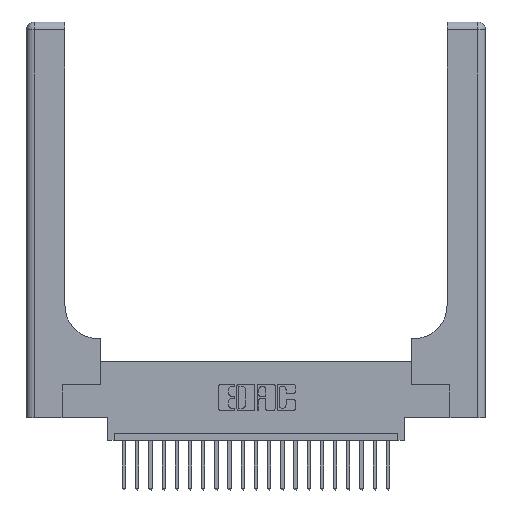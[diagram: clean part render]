
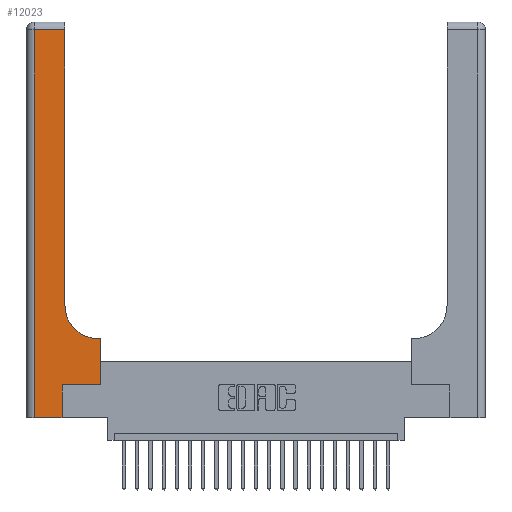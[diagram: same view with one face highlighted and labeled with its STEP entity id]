
A CAD part, top view. The second image highlights one B-rep face of the part: STEP entity #12023.
In plain terms, the highlighted planar face has unit normal (0, 0, 1).
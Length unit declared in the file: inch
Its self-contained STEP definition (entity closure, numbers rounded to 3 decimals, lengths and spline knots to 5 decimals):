
#328 = LINE ( 'NONE', #9359, #5505 ) ;
#503 = VECTOR ( 'NONE', #23172, 39.37008 ) ;
#902 = ORIENTED_EDGE ( 'NONE', *, *, #8669, .T. ) ;
#1162 = CARTESIAN_POINT ( 'NONE',  ( 0.5415, 0.6, 0.37 ) ) ;
#1682 = VERTEX_POINT ( 'NONE', #17912 ) ;
#2026 = CARTESIAN_POINT ( 'NONE',  ( 0., 2.94, 0.37 ) ) ;
#2153 = ORIENTED_EDGE ( 'NONE', *, *, #21807, .T. ) ;
#2267 = EDGE_LOOP ( 'NONE', ( #17155, #9380, #20131, #15108, #21885, #2153, #9525, #902, #11613 ) ) ;
#2485 = EDGE_CURVE ( 'NONE', #17100, #19707, #21864, .T. ) ;
#2767 = EDGE_CURVE ( 'NONE', #10996, #15703, #14600, .T. ) ;
#3009 = DIRECTION ( 'NONE',  ( 0., 1., 0. ) ) ;
#3225 = VERTEX_POINT ( 'NONE', #18352 ) ;
#3311 = DIRECTION ( 'NONE',  ( 1., 0., 0. ) ) ;
#3891 = VERTEX_POINT ( 'NONE', #14673 ) ;
#4194 = FACE_OUTER_BOUND ( 'NONE', #2267, .T. ) ;
#4415 = LINE ( 'NONE', #13231, #18599 ) ;
#4970 = AXIS2_PLACEMENT_3D ( 'NONE', #16026, #9058, #18143 ) ;
#5505 = VECTOR ( 'NONE', #16790, 39.37008 ) ;
#5532 = VECTOR ( 'NONE', #16721, 39.37008 ) ;
#5647 = DIRECTION ( 'NONE',  ( 1., 0., 0. ) ) ;
#5673 = LINE ( 'NONE', #20754, #16109 ) ;
#5899 = DIRECTION ( 'NONE',  ( -1., 0., 0. ) ) ;
#6147 = EDGE_CURVE ( 'NONE', #1682, #3891, #328, .T. ) ;
#6331 = DIRECTION ( 'NONE',  ( 0., 1., 0. ) ) ;
#6969 = DIRECTION ( 'NONE',  ( 0., 0., -1. ) ) ;
#8416 = CARTESIAN_POINT ( 'NONE',  ( 0.06, 3., 0.37 ) ) ;
#8507 = CARTESIAN_POINT ( 'NONE',  ( 0.06, 2.94, 0.37 ) ) ;
#8669 = EDGE_CURVE ( 'NONE', #15703, #17100, #5673, .T. ) ;
#9058 = DIRECTION ( 'NONE',  ( 0., 0., -1. ) ) ;
#9359 = CARTESIAN_POINT ( 'NONE',  ( 0.269, 0., 0.37 ) ) ;
#9380 = ORIENTED_EDGE ( 'NONE', *, *, #21598, .T. ) ;
#9525 = ORIENTED_EDGE ( 'NONE', *, *, #2767, .T. ) ;
#10774 = EDGE_CURVE ( 'NONE', #14951, #3225, #10906, .T. ) ;
#10906 = LINE ( 'NONE', #8416, #503 ) ;
#10996 = VERTEX_POINT ( 'NONE', #20380 ) ;
#11613 = ORIENTED_EDGE ( 'NONE', *, *, #2485, .T. ) ;
#11667 = LINE ( 'NONE', #2026, #5532 ) ;
#11877 = VECTOR ( 'NONE', #3009, 39.37008 ) ;
#12023 = ADVANCED_FACE ( 'NONE', ( #4194 ), #23394, .F. ) ;
#12519 = CARTESIAN_POINT ( 'NONE',  ( 0.2915, 3., 0.37 ) ) ;
#13231 = CARTESIAN_POINT ( 'NONE',  ( 0.269, 0.25, 0.37 ) ) ;
#13717 = DIRECTION ( 'NONE',  ( 1., 0., 0. ) ) ;
#14255 = CARTESIAN_POINT ( 'NONE',  ( 0.5585, 0.6, 0.37 ) ) ;
#14600 = LINE ( 'NONE', #20636, #20138 ) ;
#14673 = CARTESIAN_POINT ( 'NONE',  ( 0.269, 0.25, 0.37 ) ) ;
#14951 = VERTEX_POINT ( 'NONE', #8507 ) ;
#15067 = AXIS2_PLACEMENT_3D ( 'NONE', #21587, #6969, #3311 ) ;
#15108 = ORIENTED_EDGE ( 'NONE', *, *, #15505, .T. ) ;
#15505 = EDGE_CURVE ( 'NONE', #3225, #1682, #17645, .T. ) ;
#15703 = VERTEX_POINT ( 'NONE', #14255 ) ;
#16026 = CARTESIAN_POINT ( 'NONE',  ( 0., 3., 0.37 ) ) ;
#16109 = VECTOR ( 'NONE', #5899, 39.37008 ) ;
#16620 = EDGE_CURVE ( 'NONE', #19707, #16897, #21148, .T. ) ;
#16721 = DIRECTION ( 'NONE',  ( -1., 0., 0. ) ) ;
#16754 = CARTESIAN_POINT ( 'NONE',  ( 0., 0., 0.37 ) ) ;
#16790 = DIRECTION ( 'NONE',  ( 0., 1., 0. ) ) ;
#16897 = VERTEX_POINT ( 'NONE', #18816 ) ;
#17100 = VERTEX_POINT ( 'NONE', #1162 ) ;
#17155 = ORIENTED_EDGE ( 'NONE', *, *, #16620, .T. ) ;
#17645 = LINE ( 'NONE', #16754, #19453 ) ;
#17912 = CARTESIAN_POINT ( 'NONE',  ( 0.269, 0., 0.37 ) ) ;
#18143 = DIRECTION ( 'NONE',  ( -1., 0., 0. ) ) ;
#18352 = CARTESIAN_POINT ( 'NONE',  ( 0.06, 0., 0.37 ) ) ;
#18599 = VECTOR ( 'NONE', #13717, 39.37008 ) ;
#18816 = CARTESIAN_POINT ( 'NONE',  ( 0.2915, 2.94, 0.37 ) ) ;
#19370 = CARTESIAN_POINT ( 'NONE',  ( 0.2915, 0.85, 0.37 ) ) ;
#19453 = VECTOR ( 'NONE', #5647, 39.37008 ) ;
#19707 = VERTEX_POINT ( 'NONE', #19370 ) ;
#20131 = ORIENTED_EDGE ( 'NONE', *, *, #10774, .T. ) ;
#20138 = VECTOR ( 'NONE', #6331, 39.37008 ) ;
#20380 = CARTESIAN_POINT ( 'NONE',  ( 0.5585, 0.25, 0.37 ) ) ;
#20636 = CARTESIAN_POINT ( 'NONE',  ( 0.5585, 0.25, 0.37 ) ) ;
#20754 = CARTESIAN_POINT ( 'NONE',  ( 0.2915, 0.6, 0.37 ) ) ;
#21148 = LINE ( 'NONE', #12519, #11877 ) ;
#21587 = CARTESIAN_POINT ( 'NONE',  ( 0.5415, 0.85, 0.37 ) ) ;
#21598 = EDGE_CURVE ( 'NONE', #16897, #14951, #11667, .T. ) ;
#21807 = EDGE_CURVE ( 'NONE', #3891, #10996, #4415, .T. ) ;
#21864 = CIRCLE ( 'NONE', #15067, 0.25 ) ;
#21885 = ORIENTED_EDGE ( 'NONE', *, *, #6147, .T. ) ;
#23172 = DIRECTION ( 'NONE',  ( 0., -1., 0. ) ) ;
#23394 = PLANE ( 'NONE',  #4970 ) ;
